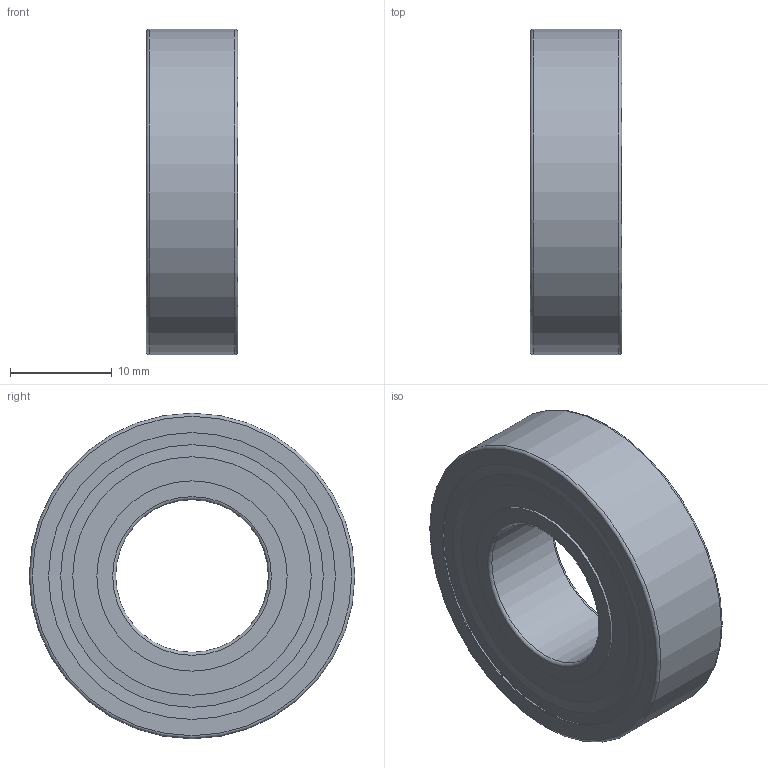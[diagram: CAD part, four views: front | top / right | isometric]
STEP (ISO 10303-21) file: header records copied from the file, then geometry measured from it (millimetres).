
FILE_DESCRIPTION( ( 'STEP AP214' ), ' ' );
FILE_NAME( '6002-2RSLTN9_HC5C3WT.stp', '2017-01-06T16:07:20', ( '' ), ( '' ), ' ', 'PARTsolutions', ' ' );
FILE_SCHEMA( ( 'AUTOMOTIVE_DESIGN { 1 0 10303 214 1 1 1 1 }' ) );
Length unit declared in the file: millimetre
Products named in the file (4): 6002-2RSLTN9/HC5C3WT; _6002-2RSLTN9/HC5C3WT_PART1; _6002-2RSLTN9/HC5C3WT_PART2; _6002-2RSLTN9/HC5C3WT_PART3
Assembly tree (11 placements, depth 2):
  6002-2RSLTN9/HC5C3WT
    _6002-2RSLTN9/HC5C3WT_PART1
    _6002-2RSLTN9/HC5C3WT_PART2
    _6002-2RSLTN9/HC5C3WT_PART3  x9
Bounding box: 9 x 32 x 32 mm (x, y, z)
Volume: 3779 mm3; surface area: 5570.6 mm2
Topology: 11 solids, 11 shells, 51 faces, 104 edges, 63 vertices
Faces by surface type: cylinder 12, cone 10, plane 10, torus 10, sphere 9
Full cylindrical faces by diameter (mm): 15 x1, 18.7 x2, 20.779 x2, 26.7 x2, 28.2 x4, 32 x1
Entity records: 1360 total; most frequent: DIRECTION 194, CARTESIAN_POINT 144, AXIS2_PLACEMENT_3D 97, EDGE_LOOP 84, ORIENTED_EDGE 84, FACE_OUTER_BOUND 64, VERTEX_POINT 47, STYLED_ITEM 43
